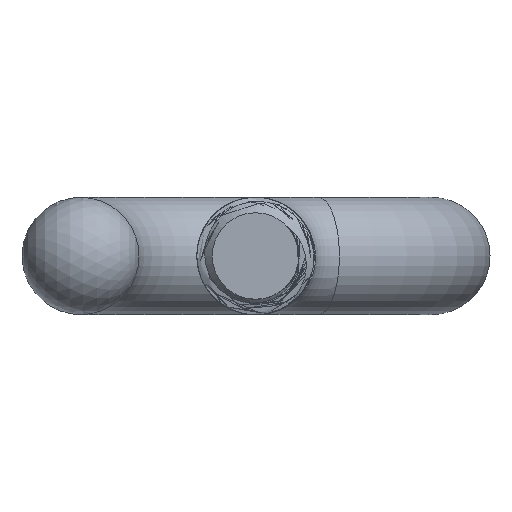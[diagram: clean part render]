
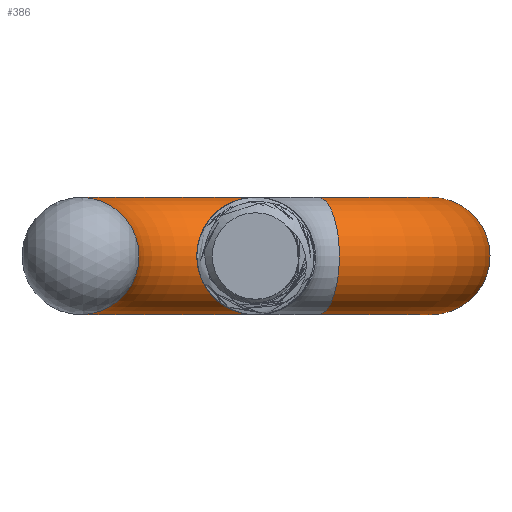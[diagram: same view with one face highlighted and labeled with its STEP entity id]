
A CAD part, front view. The second image highlights one B-rep face of the part: STEP entity #386.
In plain terms, the highlighted toroidal (fillet/blend) face has major radius 9.525 mm and minor radius 3.175 mm.
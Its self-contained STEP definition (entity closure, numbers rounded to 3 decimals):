
#88=FACE_BOUND('',#104,.T.);
#91=FACE_OUTER_BOUND('',#103,.T.);
#103=EDGE_LOOP('',(#252));
#104=EDGE_LOOP('',(#253));
#118=CIRCLE('',#401,3.175);
#119=CIRCLE('',#402,3.175);
#127=VERTEX_POINT('',#458);
#128=VERTEX_POINT('',#460);
#186=EDGE_CURVE('',#127,#127,#118,.T.);
#187=EDGE_CURVE('',#128,#128,#119,.T.);
#252=ORIENTED_EDGE('',*,*,#186,.T.);
#253=ORIENTED_EDGE('',*,*,#187,.F.);
#384=TOROIDAL_SURFACE('',#400,9.525,3.175);
#386=ADVANCED_FACE('',(#91,#88),#384,.T.);
#400=AXIS2_PLACEMENT_3D('',#457,#419,#420);
#401=AXIS2_PLACEMENT_3D('',#459,#421,#422);
#402=AXIS2_PLACEMENT_3D('',#461,#423,#424);
#419=DIRECTION('center_axis',(0.,0.,
1.));
#420=DIRECTION('ref_axis',(1.,0.,0.));
#421=DIRECTION('center_axis',(0.11,0.994,0.));
#422=DIRECTION('ref_axis',(-0.994,0.11,0.));
#423=DIRECTION('center_axis',(-0.934,-0.357,0.));
#424=DIRECTION('ref_axis',(-0.357,0.934,0.));
#457=CARTESIAN_POINT('Origin',(0.,63.5,0.));
#458=CARTESIAN_POINT('',(-9.467,64.546,-3.175));
#459=CARTESIAN_POINT('Origin',(-9.467,64.546,0.));
#460=CARTESIAN_POINT('',(2.268,57.569,0.));
#461=CARTESIAN_POINT('Origin',(3.402,54.603,0.));
